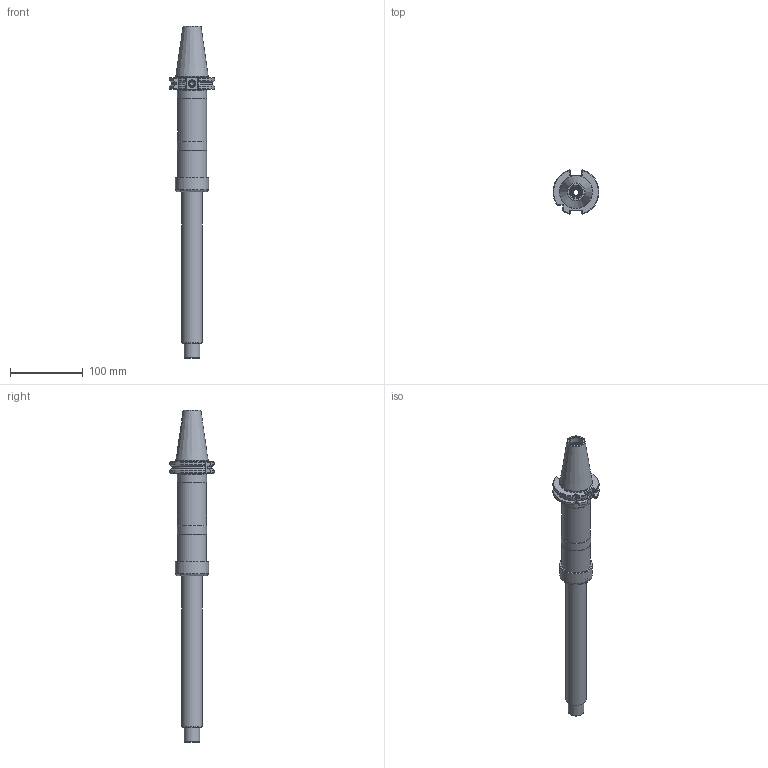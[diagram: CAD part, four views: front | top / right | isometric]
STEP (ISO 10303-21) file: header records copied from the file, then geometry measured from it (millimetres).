
FILE_DESCRIPTION(/* description */ (''),/* implementation_level */ '2;1');
FILE_NAME(/* name */ '884213230.stp',/* time_stamp */ '2021-10-13T12:15:16',/* author */ ('LRA'),/* organization */ ('REGO-FIX'),/* preprocessor_version */ ' Unknown',/* originating_system */ 'SIEMENS PLM Software Solid Edge ST10',/* authorization */ 'Unknown');
FILE_SCHEMA (('AUTOMOTIVE_DESIGN { 1 0 10303 214 2 1 1}'));
Length unit declared in the file: millimetre
Products named in the file (1): NOCUT
Bounding box: 63.35 x 61.01 x 457.75 mm (x, y, z)
Volume: 380998 mm3; surface area: 77808.8 mm2
Topology: 1 solids, 3 shells, 164 faces, 394 edges, 246 vertices
Faces by surface type: plane 51, cylinder 46, cone 45, torus 22
Full cylindrical faces by diameter (mm): 6 x1, 8.35 x1, 8.376 x1, 10 x2, 10.5 x1, 13.835 x1, 17 x1, 22 x1, 23.8 x1, 24.7 x1, 25 x1, 28 x1, 29 x1, 33 x1, 34 x1, 38.376 x1, 40 x2, 40.05 x1, 40.5 x2, 43.3 x1, 45.65 x1
Entity records: 5457 total; most frequent: DIRECTION 785, CARTESIAN_POINT 776, ORIENTED_EDGE 602, AXIS2_PLACEMENT_3D 341, EDGE_CURVE 301, FACE_BOUND 254, EDGE_LOOP 253, VERTEX_POINT 227
